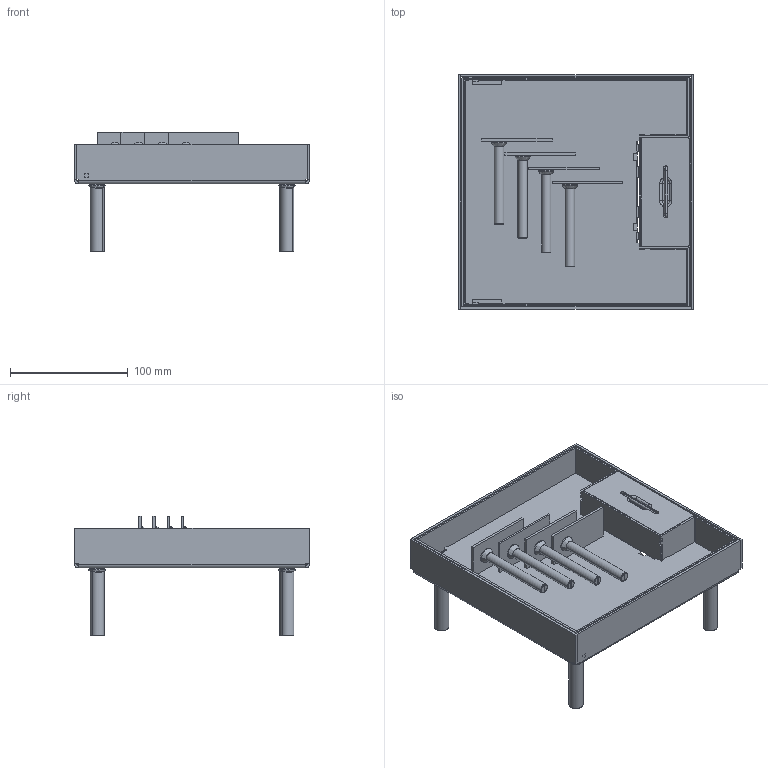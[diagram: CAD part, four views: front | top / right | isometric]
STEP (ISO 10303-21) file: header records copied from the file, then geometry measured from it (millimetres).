
FILE_DESCRIPTION (( 'STEP AP214' ), '1' );
FILE_NAME ('7409202_KSTP1.stp', '2016-05-03T13:18:11', ( '' ), ( '' ), 'SwSTEP 2.0', 'SolidWorks 2014', '' );
FILE_SCHEMA (( 'AUTOMOTIVE_DESIGN' ));
Length unit declared in the file: inch
Products named in the file (15): 041219; 046400_H=25 mm; 056779_Unterteil mit Sonderstempel; 038602; 046359; 036167; 046279; 046259; 046239_25 mm Nutzhöhe; 058143_ H 25 mm Schnurauslass; 42389C_Blindniet gekürzt (Einbausituation) bei 2mm Blech; 057800_für Nennhöhe 25 mm-Schnurauslass; 7409202_KSTP1; 054599_Standard mit Mutter; 041819_L= 70 mm
Assembly tree (20 placements, depth 4):
  7409202_KSTP1
    058143_ H 25 mm Schnurauslass
      057800_für Nennhöhe 25 mm-Schnurauslass
      42389C_Blindniet gekürzt (Einbausituation) bei 2mm Blech  x4
    046400_H=25 mm
      046239_25 mm Nutzhöhe
      046259
      046359
        046279
        036167
      056779_Unterteil mit Sonderstempel
        038602
    054599_Standard mit Mutter  x4
      041219
      041819_L= 70 mm
Bounding box: 199 x 199 x 101 mm (x, y, z)
Volume: 313844.7 mm3; surface area: 321169.1 mm2
Topology: 18 solids, 18 shells, 603 faces, 1549 edges, 982 vertices
Faces by surface type: plane 327, cylinder 169, bspline 75, cone 32
Entity records: 21609 total; most frequent: CARTESIAN_POINT 3986, ORIENTED_EDGE 2438, DIRECTION 2260, EDGE_CURVE 1219, VECTOR 916, LINE 916, VERTEX_POINT 784, AXIS2_PLACEMENT_3D 672
